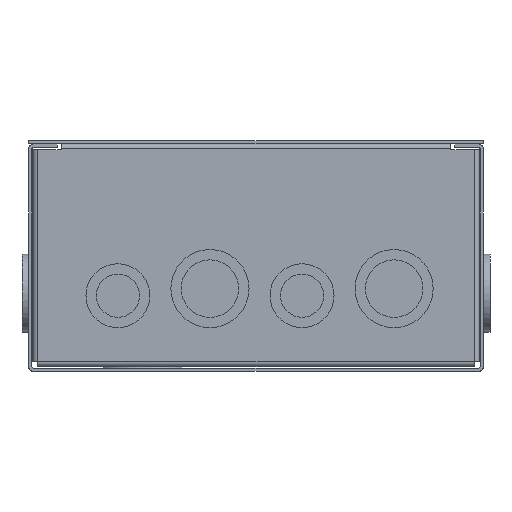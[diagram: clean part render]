
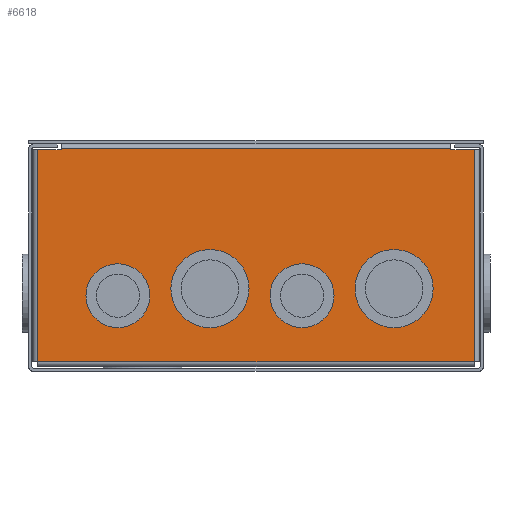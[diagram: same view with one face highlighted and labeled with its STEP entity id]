
A CAD part, front view. The second image highlights one B-rep face of the part: STEP entity #6618.
In plain terms, the highlighted planar face has unit normal (0, -1, 0).
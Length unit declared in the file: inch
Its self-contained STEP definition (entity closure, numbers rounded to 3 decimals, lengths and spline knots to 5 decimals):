
#240 = CARTESIAN_POINT ( 'NONE',  ( 1.7425, -5., 1.455 ) ) ;
#352 = DIRECTION ( 'NONE',  ( 1., 0., 0. ) ) ;
#567 = CARTESIAN_POINT ( 'NONE',  ( 3.1175, -5., 1.455 ) ) ;
#671 = VERTEX_POINT ( 'NONE', #9397 ) ;
#690 = CIRCLE ( 'NONE', #7376, 0.6875 ) ;
#762 = DIRECTION ( 'NONE',  ( 0., -1., 0. ) ) ;
#886 = ORIENTED_EDGE ( 'NONE', *, *, #8307, .F. ) ;
#912 = EDGE_CURVE ( 'NONE', #7417, #9659, #11671, .T. ) ;
#947 = CARTESIAN_POINT ( 'NONE',  ( -2.43, -5., 1.33 ) ) ;
#1294 = EDGE_CURVE ( 'NONE', #9554, #10556, #7559, .T. ) ;
#1357 = EDGE_CURVE ( 'NONE', #3280, #3093, #690, .T. ) ;
#1360 = CARTESIAN_POINT ( 'NONE',  ( 0.81, -5., 1.33 ) ) ;
#1365 = EDGE_CURVE ( 'NONE', #8441, #8230, #6603, .T. ) ;
#1381 = EDGE_CURVE ( 'NONE', #2943, #5257, #7166, .T. ) ;
#1405 = CARTESIAN_POINT ( 'NONE',  ( -3.429, -5., 3.914 ) ) ;
#1434 = VERTEX_POINT ( 'NONE', #7022 ) ;
#1815 = VECTOR ( 'NONE', #8194, 39.37008 ) ;
#2024 = AXIS2_PLACEMENT_3D ( 'NONE', #5114, #3309, #10742 ) ;
#2027 = CARTESIAN_POINT ( 'NONE',  ( 0.2475, -5., 1.33 ) ) ;
#2034 = CARTESIAN_POINT ( 'NONE',  ( -3.844, -5., 3.914 ) ) ;
#2299 = DIRECTION ( 'NONE',  ( -1., 0., 0. ) ) ;
#2345 = CARTESIAN_POINT ( 'NONE',  ( -1.4975, -5., 1.455 ) ) ;
#2426 = FACE_OUTER_BOUND ( 'NONE', #4460, .T. ) ;
#2481 = ORIENTED_EDGE ( 'NONE', *, *, #1365, .F. ) ;
#2505 = EDGE_CURVE ( 'NONE', #1434, #7417, #5742, .T. ) ;
#2528 = AXIS2_PLACEMENT_3D ( 'NONE', #3406, #11741, #3524 ) ;
#2544 = FACE_BOUND ( 'NONE', #2628, .T. ) ;
#2628 = EDGE_LOOP ( 'NONE', ( #9786, #9909 ) ) ;
#2694 = ORIENTED_EDGE ( 'NONE', *, *, #4861, .F. ) ;
#2698 = LINE ( 'NONE', #11688, #11305 ) ;
#2808 = EDGE_LOOP ( 'NONE', ( #9441, #3444 ) ) ;
#2930 = DIRECTION ( 'NONE',  ( -1., 0., 0. ) ) ;
#2943 = VERTEX_POINT ( 'NONE', #2027 ) ;
#3093 = VERTEX_POINT ( 'NONE', #567 ) ;
#3227 = VECTOR ( 'NONE', #352, 39.37008 ) ;
#3235 = EDGE_LOOP ( 'NONE', ( #2481, #6316 ) ) ;
#3280 = VERTEX_POINT ( 'NONE', #240 ) ;
#3309 = DIRECTION ( 'NONE',  ( 0., -1., 0. ) ) ;
#3345 = AXIS2_PLACEMENT_3D ( 'NONE', #3567, #4228, #10640 ) ;
#3356 = DIRECTION ( 'NONE',  ( 0., 0., -1. ) ) ;
#3406 = CARTESIAN_POINT ( 'NONE',  ( -0.81, -5., 1.455 ) ) ;
#3444 = ORIENTED_EDGE ( 'NONE', *, *, #11565, .F. ) ;
#3465 = DIRECTION ( 'NONE',  ( -1., 0., 0. ) ) ;
#3491 = AXIS2_PLACEMENT_3D ( 'NONE', #4014, #8557, #6817 ) ;
#3524 = DIRECTION ( 'NONE',  ( -1., 0., 0. ) ) ;
#3567 = CARTESIAN_POINT ( 'NONE',  ( -3.844, -5., 3.9 ) ) ;
#3990 = EDGE_CURVE ( 'NONE', #8230, #8441, #4817, .T. ) ;
#4014 = CARTESIAN_POINT ( 'NONE',  ( 0.81, -5., 1.33 ) ) ;
#4194 = CARTESIAN_POINT ( 'NONE',  ( 3.429, -5., 3.914 ) ) ;
#4228 = DIRECTION ( 'NONE',  ( 0., 1., 0. ) ) ;
#4397 = DIRECTION ( 'NONE',  ( -1., 0., 0. ) ) ;
#4460 = EDGE_LOOP ( 'NONE', ( #5918, #886, #6368, #5254, #2694, #7599, #7538, #10639 ) ) ;
#4520 = CARTESIAN_POINT ( 'NONE',  ( -3.429, -5., 3.9 ) ) ;
#4552 = AXIS2_PLACEMENT_3D ( 'NONE', #8717, #6927, #5075 ) ;
#4718 = DIRECTION ( 'NONE',  ( 0., 0., -1. ) ) ;
#4791 = EDGE_CURVE ( 'NONE', #10556, #9554, #7315, .T. ) ;
#4817 = CIRCLE ( 'NONE', #6906, 0.5625 ) ;
#4861 = EDGE_CURVE ( 'NONE', #5890, #1434, #8973, .T. ) ;
#4949 = CARTESIAN_POINT ( 'NONE',  ( 3.844, -5., 3.9 ) ) ;
#4995 = DIRECTION ( 'NONE',  ( 0., -1., 0. ) ) ;
#5064 = AXIS2_PLACEMENT_3D ( 'NONE', #8915, #7183, #3465 ) ;
#5075 = DIRECTION ( 'NONE',  ( -1., 0., 0. ) ) ;
#5082 = EDGE_CURVE ( 'NONE', #11204, #8410, #2698, .T. ) ;
#5114 = CARTESIAN_POINT ( 'NONE',  ( -2.43, -5., 1.33 ) ) ;
#5166 = DIRECTION ( 'NONE',  ( 0., -1., 0. ) ) ;
#5254 = ORIENTED_EDGE ( 'NONE', *, *, #2505, .F. ) ;
#5257 = VERTEX_POINT ( 'NONE', #5851 ) ;
#5566 = DIRECTION ( 'NONE',  ( 0., 0., 1. ) ) ;
#5742 = LINE ( 'NONE', #9212, #6784 ) ;
#5851 = CARTESIAN_POINT ( 'NONE',  ( 1.3725, -5., 1.33 ) ) ;
#5890 = VERTEX_POINT ( 'NONE', #8166 ) ;
#5918 = ORIENTED_EDGE ( 'NONE', *, *, #10275, .F. ) ;
#5990 = CARTESIAN_POINT ( 'NONE',  ( -3.844, -5., 3.9 ) ) ;
#6082 = PLANE ( 'NONE',  #3345 ) ;
#6316 = ORIENTED_EDGE ( 'NONE', *, *, #3990, .F. ) ;
#6368 = ORIENTED_EDGE ( 'NONE', *, *, #912, .F. ) ;
#6437 = CARTESIAN_POINT ( 'NONE',  ( -0.1225, -5., 1.455 ) ) ;
#6571 = LINE ( 'NONE', #2034, #10591 ) ;
#6603 = CIRCLE ( 'NONE', #2024, 0.5625 ) ;
#6618 = ADVANCED_FACE ( 'NONE', ( #2426, #8058, #9787, #7036, #2544 ), #6082, .F. ) ;
#6784 = VECTOR ( 'NONE', #5566, 39.37008 ) ;
#6817 = DIRECTION ( 'NONE',  ( -1., 0., 0. ) ) ;
#6906 = AXIS2_PLACEMENT_3D ( 'NONE', #947, #762, #4397 ) ;
#6927 = DIRECTION ( 'NONE',  ( 0., -1., 0. ) ) ;
#7022 = CARTESIAN_POINT ( 'NONE',  ( -3.844, -5., 0.166 ) ) ;
#7036 = FACE_BOUND ( 'NONE', #3235, .T. ) ;
#7166 = CIRCLE ( 'NONE', #7937, 0.5625 ) ;
#7183 = DIRECTION ( 'NONE',  ( 0., -1., 0. ) ) ;
#7315 = CIRCLE ( 'NONE', #2528, 0.6875 ) ;
#7376 = AXIS2_PLACEMENT_3D ( 'NONE', #10625, #5166, #8874 ) ;
#7417 = VERTEX_POINT ( 'NONE', #5990 ) ;
#7419 = VECTOR ( 'NONE', #10146, 39.37008 ) ;
#7428 = CARTESIAN_POINT ( 'NONE',  ( -3.844, -5., 0.166 ) ) ;
#7538 = ORIENTED_EDGE ( 'NONE', *, *, #9479, .F. ) ;
#7559 = CIRCLE ( 'NONE', #5064, 0.6875 ) ;
#7580 = CARTESIAN_POINT ( 'NONE',  ( 3.844, -5., 3.9 ) ) ;
#7599 = ORIENTED_EDGE ( 'NONE', *, *, #10210, .F. ) ;
#7687 = CARTESIAN_POINT ( 'NONE',  ( 3.429, -5., 3.9 ) ) ;
#7937 = AXIS2_PLACEMENT_3D ( 'NONE', #1360, #4995, #2299 ) ;
#8058 = FACE_BOUND ( 'NONE', #2808, .T. ) ;
#8166 = CARTESIAN_POINT ( 'NONE',  ( 3.844, -5., 0.166 ) ) ;
#8194 = DIRECTION ( 'NONE',  ( 1., 0., 0. ) ) ;
#8230 = VERTEX_POINT ( 'NONE', #11171 ) ;
#8287 = LINE ( 'NONE', #4520, #7419 ) ;
#8307 = EDGE_CURVE ( 'NONE', #9659, #8413, #8287, .T. ) ;
#8370 = LINE ( 'NONE', #4949, #11180 ) ;
#8410 = VERTEX_POINT ( 'NONE', #7687 ) ;
#8413 = VERTEX_POINT ( 'NONE', #1405 ) ;
#8441 = VERTEX_POINT ( 'NONE', #11233 ) ;
#8471 = LINE ( 'NONE', #7580, #3227 ) ;
#8557 = DIRECTION ( 'NONE',  ( 0., -1., 0. ) ) ;
#8653 = CIRCLE ( 'NONE', #3491, 0.5625 ) ;
#8717 = CARTESIAN_POINT ( 'NONE',  ( 2.43, -5., 1.455 ) ) ;
#8828 = VECTOR ( 'NONE', #2930, 39.37008 ) ;
#8874 = DIRECTION ( 'NONE',  ( -1., 0., 0. ) ) ;
#8915 = CARTESIAN_POINT ( 'NONE',  ( -0.81, -5., 1.455 ) ) ;
#8973 = LINE ( 'NONE', #7428, #8828 ) ;
#9089 = EDGE_LOOP ( 'NONE', ( #11167, #11798 ) ) ;
#9212 = CARTESIAN_POINT ( 'NONE',  ( -3.844, -5., 0.166 ) ) ;
#9397 = CARTESIAN_POINT ( 'NONE',  ( 3.844, -5., 3.9 ) ) ;
#9441 = ORIENTED_EDGE ( 'NONE', *, *, #1381, .F. ) ;
#9479 = EDGE_CURVE ( 'NONE', #8410, #671, #8471, .T. ) ;
#9554 = VERTEX_POINT ( 'NONE', #2345 ) ;
#9659 = VERTEX_POINT ( 'NONE', #10795 ) ;
#9786 = ORIENTED_EDGE ( 'NONE', *, *, #1294, .F. ) ;
#9787 = FACE_BOUND ( 'NONE', #9089, .T. ) ;
#9906 = CIRCLE ( 'NONE', #4552, 0.6875 ) ;
#9909 = ORIENTED_EDGE ( 'NONE', *, *, #4791, .F. ) ;
#9949 = EDGE_CURVE ( 'NONE', #3093, #3280, #9906, .T. ) ;
#10146 = DIRECTION ( 'NONE',  ( 0., 0., 1. ) ) ;
#10210 = EDGE_CURVE ( 'NONE', #671, #5890, #8370, .T. ) ;
#10228 = DIRECTION ( 'NONE',  ( 1., 0., 0. ) ) ;
#10275 = EDGE_CURVE ( 'NONE', #8413, #11204, #6571, .T. ) ;
#10556 = VERTEX_POINT ( 'NONE', #6437 ) ;
#10591 = VECTOR ( 'NONE', #10228, 39.37008 ) ;
#10625 = CARTESIAN_POINT ( 'NONE',  ( 2.43, -5., 1.455 ) ) ;
#10639 = ORIENTED_EDGE ( 'NONE', *, *, #5082, .F. ) ;
#10640 = DIRECTION ( 'NONE',  ( -1., 0., 0. ) ) ;
#10742 = DIRECTION ( 'NONE',  ( -1., 0., 0. ) ) ;
#10795 = CARTESIAN_POINT ( 'NONE',  ( -3.429, -5., 3.9 ) ) ;
#10832 = CARTESIAN_POINT ( 'NONE',  ( -3.844, -5., 3.9 ) ) ;
#11167 = ORIENTED_EDGE ( 'NONE', *, *, #1357, .F. ) ;
#11171 = CARTESIAN_POINT ( 'NONE',  ( -1.8675, -5., 1.33 ) ) ;
#11180 = VECTOR ( 'NONE', #4718, 39.37008 ) ;
#11204 = VERTEX_POINT ( 'NONE', #4194 ) ;
#11233 = CARTESIAN_POINT ( 'NONE',  ( -2.9925, -5., 1.33 ) ) ;
#11305 = VECTOR ( 'NONE', #3356, 39.37008 ) ;
#11565 = EDGE_CURVE ( 'NONE', #5257, #2943, #8653, .T. ) ;
#11671 = LINE ( 'NONE', #10832, #1815 ) ;
#11688 = CARTESIAN_POINT ( 'NONE',  ( 3.429, -5., 3.9 ) ) ;
#11741 = DIRECTION ( 'NONE',  ( 0., -1., 0. ) ) ;
#11798 = ORIENTED_EDGE ( 'NONE', *, *, #9949, .F. ) ;
